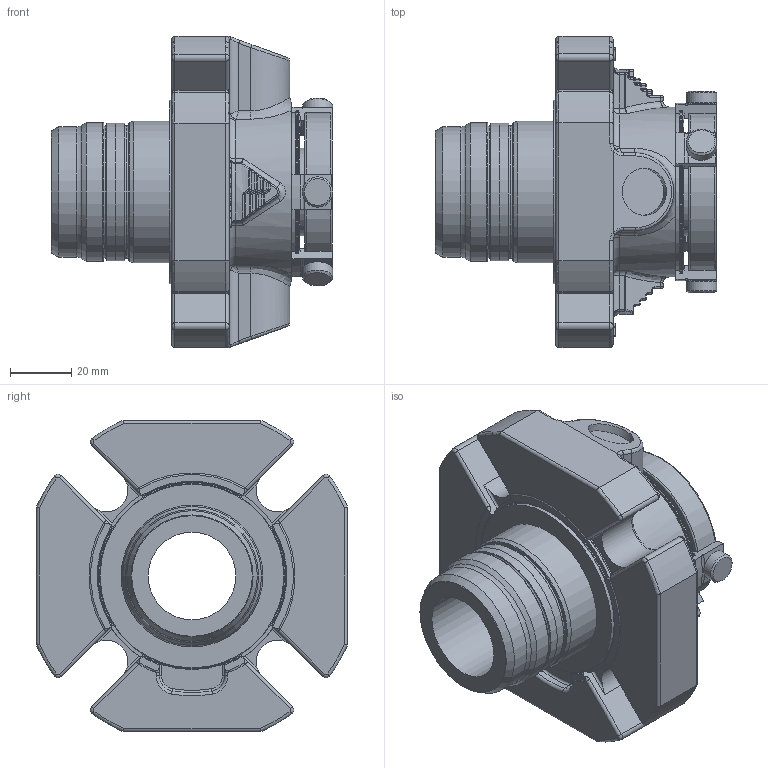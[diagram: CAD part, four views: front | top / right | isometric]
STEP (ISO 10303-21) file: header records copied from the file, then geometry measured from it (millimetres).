
FILE_DESCRIPTION(/* description */ ('Unknown'),/* implementation_level */ '2;1');
FILE_NAME(/* name */ '1.125',/* time_stamp */ '2023-01-30T11:50:12+00:00',/* author */ ('Unknown'),/* organization */ ('Unknown'),/* preprocessor_version */ 'ST-DEVELOPER v16.7',/* originating_system */ 'Solid Edge',/* authorisation */ 'Unknown');
FILE_SCHEMA (('AUTOMOTIVE_DESIGN {1 0 10303 214 3 1 1}'));
Length unit declared in the file: millimetre
Products named in the file (1): 1.125
Bounding box: 91.91 x 101.5 x 101.5 mm (x, y, z)
Volume: 248486.2 mm3; surface area: 54430.5 mm2
Topology: 1 solids, 1 shells, 858 faces, 2149 edges, 1309 vertices
Faces by surface type: cylinder 342, plane 240, torus 127, bspline 68, cone 41, sphere 40
Full cylindrical faces by diameter (mm): 3.115 x2, 5.994 x4, 9.88 x4, 15.342 x2, 28.575 x1, 28.648 x1, 30.906 x1, 31.287 x1, 42.579 x1, 43.238 x2, 44.913 x2, 45.319 x1, 46.258 x1, 51.663 x3, 53.185 x1, 57.423 x1, 59.94 x1, 60.366 x1, 60.772 x1
Entity records: 32123 total; most frequent: CARTESIAN_POINT 6217, DIRECTION 4274, ORIENTED_EDGE 4082, EDGE_CURVE 2041, AXIS2_PLACEMENT_3D 1712, VERTEX_POINT 1286, EDGE_LOOP 969, FACE_BOUND 969
